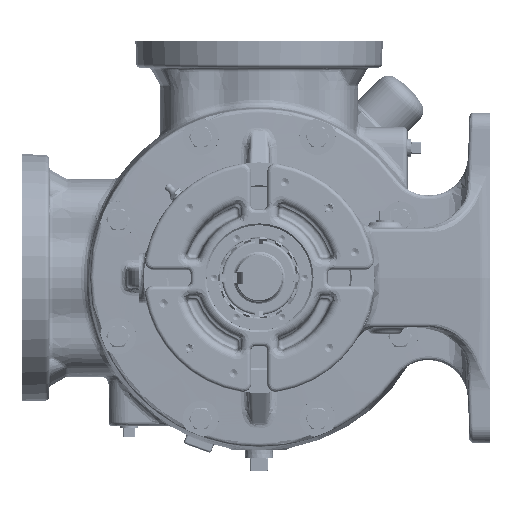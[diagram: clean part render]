
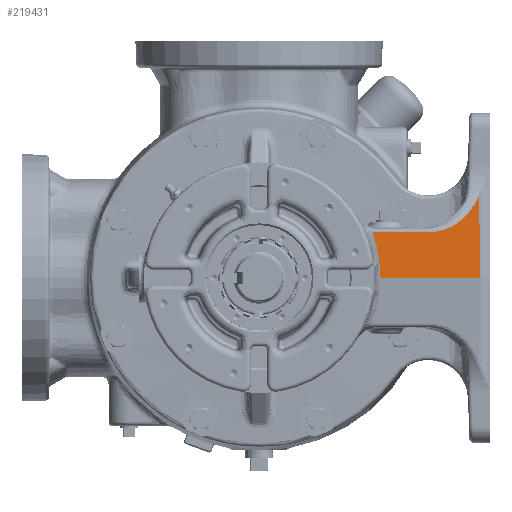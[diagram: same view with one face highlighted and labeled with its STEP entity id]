
A CAD part, left-side view. The second image highlights one B-rep face of the part: STEP entity #219431.
In plain terms, the highlighted planar face has unit normal (-0.642, -0.766, 0.035).
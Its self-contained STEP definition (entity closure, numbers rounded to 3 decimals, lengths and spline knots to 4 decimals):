
#1434 = DIRECTION ( 'NONE',  ( 0.766, -0.643, 0. ) ) ;
#13723 = CARTESIAN_POINT ( 'NONE',  ( -9.8089, -3.435, 1.3842 ) ) ;
#28312 = ORIENTED_EDGE ( 'NONE', *, *, #232174, .T. ) ;
#39942 = CARTESIAN_POINT ( 'NONE',  ( -7.7607, -5.1537, 1.3842 ) ) ;
#49859 = AXIS2_PLACEMENT_3D ( 'NONE', #197230, #286143, #175384 ) ;
#55461 = LINE ( 'NONE', #94945, #286191 ) ;
#55560 = EDGE_CURVE ( 'NONE', #235241, #215818, #287204, .T. ) ;
#64720 = CARTESIAN_POINT ( 'NONE',  ( -9.575, -3.6728, 0.4726 ) ) ;
#67355 = VERTEX_POINT ( 'NONE', #108207 ) ;
#71781 = ORIENTED_EDGE ( 'NONE', *, *, #95976, .T. ) ;
#85010 = VECTOR ( 'NONE', #217469, 39.3701 ) ;
#87966 = VECTOR ( 'NONE', #1434, 39.3701 ) ;
#94945 = CARTESIAN_POINT ( 'NONE',  ( -5.3596, -7.1684, 1.3842 ) ) ;
#95976 = EDGE_CURVE ( 'NONE', #267609, #235241, #239052, .T. ) ;
#98556 = CARTESIAN_POINT ( 'NONE',  ( -5.896, -6.6677, 2.4956 ) ) ;
#102745 = CARTESIAN_POINT ( 'NONE',  ( -9.6462, -3.5918, 0.9383 ) ) ;
#104024 = CARTESIAN_POINT ( 'NONE',  ( -5.9831, -6.7083, 0. ) ) ;
#108207 = CARTESIAN_POINT ( 'NONE',  ( -5.896, -6.6677, 2.4956 ) ) ;
#108359 = FACE_OUTER_BOUND ( 'NONE', #212641, .T. ) ;
#117274 = VERTEX_POINT ( 'NONE', #39942 ) ;
#139380 = CARTESIAN_POINT ( 'NONE',  ( -6.2759, -6.3809, 1.7931 ) ) ;
#159953 =( BOUNDED_CURVE ( )  B_SPLINE_CURVE ( 3, ( #98556, #139380, #252999, #273427 ),
 .UNSPECIFIED., .F., .T. ) 
 B_SPLINE_CURVE_WITH_KNOTS ( ( 4, 4 ),
 ( 3.5831, 4.6581 ),
 .UNSPECIFIED. ) 
 CURVE ( )  GEOMETRIC_REPRESENTATION_ITEM ( )  RATIONAL_B_SPLINE_CURVE ( ( 1., 0.906, 0.906, 1. ) ) 
 REPRESENTATION_ITEM ( '' )  );
#173959 = PLANE ( 'NONE',  #49859 ) ;
#175384 = DIRECTION ( 'NONE',  ( 0.766, -0.643, 0. ) ) ;
#197230 = CARTESIAN_POINT ( 'NONE',  ( -5.3907, -7.2054, 0. ) ) ;
#200931 = CARTESIAN_POINT ( 'NONE',  ( -9.8089, -3.435, 1.3842 ) ) ;
#201960 = EDGE_CURVE ( 'NONE', #117274, #267609, #55461, .T. ) ;
#212641 = EDGE_LOOP ( 'NONE', ( #252444, #71781, #255521, #28312, #270005 ) ) ;
#215818 = VERTEX_POINT ( 'NONE', #104024 ) ;
#217469 = DIRECTION ( 'NONE',  ( 0.035, 0.016, 0.999 ) ) ;
#219431 = ADVANCED_FACE ( 'Defeatured_0_543', ( #108359 ), #173959, .T. ) ;
#224468 = CARTESIAN_POINT ( 'NONE',  ( -5.3907, -7.2054, 0. ) ) ;
#229631 = CARTESIAN_POINT ( 'NONE',  ( -9.5972, -3.6757, 0. ) ) ;
#232174 = EDGE_CURVE ( 'NONE', #215818, #67355, #237856, .T. ) ;
#235241 = VERTEX_POINT ( 'NONE', #229631 ) ;
#237856 = LINE ( 'NONE', #283074, #85010 ) ;
#239052 =( BOUNDED_CURVE ( )  B_SPLINE_CURVE ( 3, ( #13723, #102745, #64720, #265809 ),
 .UNSPECIFIED., .F., .F. ) 
 B_SPLINE_CURVE_WITH_KNOTS ( ( 4, 4 ),
 ( 2.8489, 3.181 ),
 .UNSPECIFIED. ) 
 CURVE ( )  GEOMETRIC_REPRESENTATION_ITEM ( )  RATIONAL_B_SPLINE_CURVE ( ( 1., 0.991, 0.991, 1. ) ) 
 REPRESENTATION_ITEM ( '' )  );
#250831 = DIRECTION ( 'NONE',  ( -0.766, 0.643, 0. ) ) ;
#252444 = ORIENTED_EDGE ( 'NONE', *, *, #201960, .T. ) ;
#252999 = CARTESIAN_POINT ( 'NONE',  ( -6.962, -5.8238, 1.3842 ) ) ;
#255521 = ORIENTED_EDGE ( 'NONE', *, *, #55560, .T. ) ;
#265809 = CARTESIAN_POINT ( 'NONE',  ( -9.5972, -3.6757, 0. ) ) ;
#267609 = VERTEX_POINT ( 'NONE', #200931 ) ;
#270005 = ORIENTED_EDGE ( 'NONE', *, *, #272392, .T. ) ;
#272392 = EDGE_CURVE ( 'NONE', #67355, #117274, #159953, .T. ) ;
#273427 = CARTESIAN_POINT ( 'NONE',  ( -7.7607, -5.1537, 1.3842 ) ) ;
#283074 = CARTESIAN_POINT ( 'NONE',  ( -5.8632, -6.6524, 3.434 ) ) ;
#286143 = DIRECTION ( 'NONE',  ( -0.642, -0.766, 0.035 ) ) ;
#286191 = VECTOR ( 'NONE', #250831, 39.3701 ) ;
#287204 = LINE ( 'NONE', #224468, #87966 ) ;
